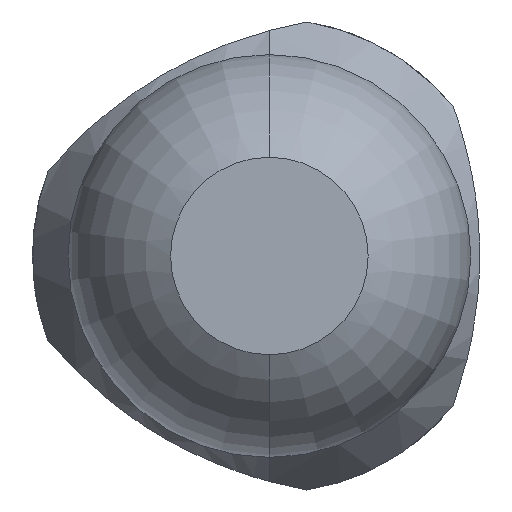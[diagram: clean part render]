
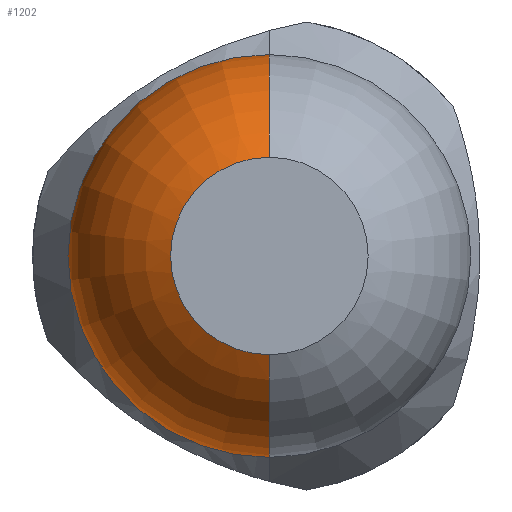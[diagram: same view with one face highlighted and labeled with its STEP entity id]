
A CAD part, front view. The second image highlights one B-rep face of the part: STEP entity #1202.
In plain terms, the highlighted toroidal (fillet/blend) face has major radius 0.01 mm and minor radius 0.5 mm.
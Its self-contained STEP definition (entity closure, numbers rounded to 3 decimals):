
#69 = AXIS2_PLACEMENT_3D ( 'NONE', #2455, #583, #1784 ) ;
#81 = EDGE_LOOP ( 'NONE', ( #1973, #1238, #382, #2691 ) ) ;
#115 = CIRCLE ( 'NONE', #3291, 0.5 ) ;
#326 = DIRECTION ( 'NONE',  ( 0., 0., 1. ) ) ;
#376 = CARTESIAN_POINT ( 'NONE',  ( 0., -24.961, 0. ) ) ;
#382 = ORIENTED_EDGE ( 'NONE', *, *, #3464, .T. ) ;
#417 = VERTEX_POINT ( 'NONE', #2505 ) ;
#576 = CARTESIAN_POINT ( 'NONE',  ( 0., -24.961, 0.01 ) ) ;
#583 = DIRECTION ( 'NONE',  ( 0., -1., 0. ) ) ;
#696 = DIRECTION ( 'NONE',  ( 0., 0., 1. ) ) ;
#712 = EDGE_CURVE ( 'NONE', #3478, #417, #1049, .T. ) ;
#1026 = CARTESIAN_POINT ( 'NONE',  ( 0., -24.961, -0.01 ) ) ;
#1049 = CIRCLE ( 'NONE', #2277, 0.5 ) ;
#1149 = TOROIDAL_SURFACE ( 'NONE', #3497, 0.01, 0.5 ) ;
#1202 = ADVANCED_FACE ( 'Defeature ausgef�hrt1_0', ( #1587 ), #1149, .T. ) ;
#1238 = ORIENTED_EDGE ( 'NONE', *, *, #2461, .T. ) ;
#1474 = CIRCLE ( 'NONE', #69, 0.51 ) ;
#1510 = DIRECTION ( 'NONE',  ( 1., 0., 0. ) ) ;
#1587 = FACE_OUTER_BOUND ( 'NONE', #81, .T. ) ;
#1660 = DIRECTION ( 'NONE',  ( -1., 0., 0. ) ) ;
#1784 = DIRECTION ( 'NONE',  ( 0., 0., -1. ) ) ;
#1973 = ORIENTED_EDGE ( 'NONE', *, *, #712, .F. ) ;
#2277 = AXIS2_PLACEMENT_3D ( 'NONE', #576, #1510, #3376 ) ;
#2399 = CARTESIAN_POINT ( 'NONE',  ( 0., -24.961, -0.51 ) ) ;
#2455 = CARTESIAN_POINT ( 'NONE',  ( 0., -24.961, 0. ) ) ;
#2461 = EDGE_CURVE ( 'Defeature ausgef�hrt1_0+Defeature ausgef�hrt1_6+Defeature ausgef�hrt1_6+Defeature ausgef�hrt1_6', #3478, #2512, #1474, .T. ) ;
#2505 = CARTESIAN_POINT ( 'NONE',  ( 0., -25.4, 0.25 ) ) ;
#2512 = VERTEX_POINT ( 'NONE', #2399 ) ;
#2606 = CARTESIAN_POINT ( 'NONE',  ( 0., -25.4, -0.25 ) ) ;
#2691 = ORIENTED_EDGE ( 'NONE', *, *, #3827, .T. ) ;
#2791 = CIRCLE ( 'NONE', #3445, 0.25 ) ;
#2851 = DIRECTION ( 'NONE',  ( 0., 1., 0. ) ) ;
#3291 = AXIS2_PLACEMENT_3D ( 'NONE', #1026, #1660, #696 ) ;
#3376 = DIRECTION ( 'NONE',  ( 0., 0., -1. ) ) ;
#3440 = CARTESIAN_POINT ( 'NONE',  ( 0., -25.4, 0. ) ) ;
#3445 = AXIS2_PLACEMENT_3D ( 'NONE', #3440, #2851, #326 ) ;
#3454 = DIRECTION ( 'NONE',  ( 0., 0., -1. ) ) ;
#3464 = EDGE_CURVE ( 'NONE', #2512, #3484, #115, .T. ) ;
#3478 = VERTEX_POINT ( 'NONE', #3480 ) ;
#3480 = CARTESIAN_POINT ( 'NONE',  ( 0., -24.961, 0.51 ) ) ;
#3482 = DIRECTION ( 'NONE',  ( 0., -1., 0. ) ) ;
#3484 = VERTEX_POINT ( 'NONE', #2606 ) ;
#3497 = AXIS2_PLACEMENT_3D ( 'NONE', #376, #3482, #3454 ) ;
#3827 = EDGE_CURVE ( 'Defeature ausgef�hrt1_0+Defeature ausgef�hrt1_15+Defeature ausgef�hrt1_15+Defeature ausgef�hrt1_15', #3484, #417, #2791, .T. ) ;
